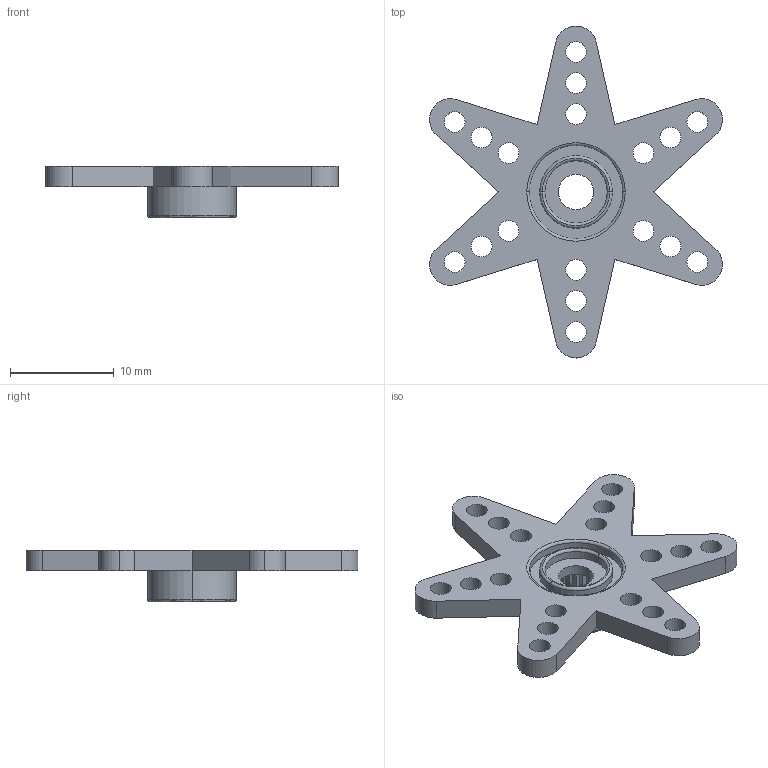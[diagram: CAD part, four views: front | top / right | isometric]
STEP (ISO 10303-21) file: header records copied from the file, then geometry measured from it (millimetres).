
FILE_DESCRIPTION(('CATIA V5 STEP Exchange'),'2;1');
FILE_NAME('Servo_MG995_Star_horn.stp','2023-01-26T17:56:45+00:00',('none'),('none'),'CATIA Version 5 Release 20 GA (IN-10)','CATIA V5 STEP AP203','none');
FILE_SCHEMA(('CONFIG_CONTROL_DESIGN'));
Length unit declared in the file: millimetre
Products named in the file (1): Servo_MG995_Star_horn
Bounding box: 28.25 x 32 x 5 mm (x, y, z)
Volume: 1614.7 mm3; surface area: 2959.9 mm2
Topology: 2 solids, 2 shells, 308 faces, 868 edges, 572 vertices
Faces by surface type: cylinder 160, plane 132, torus 16
Entity records: 6434 total; most frequent: ORIENTED_EDGE 1736, CARTESIAN_POINT 921, DIRECTION 740, EDGE_CURVE 434, EDGE_LOOP 392, AXIS2_PLACEMENT_3D 327, ADVANCED_FACE 308, FACE_OUTER_BOUND 308
